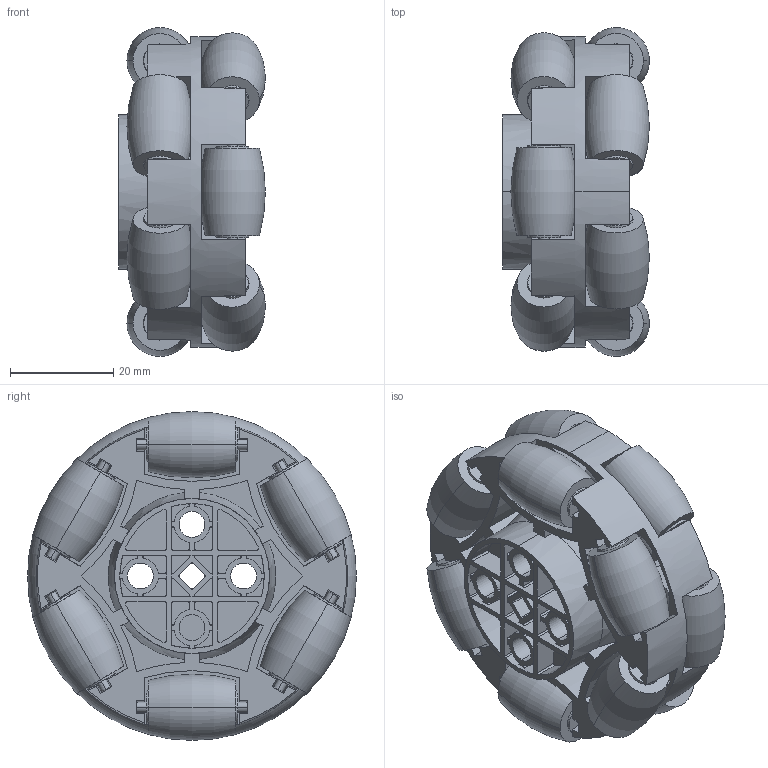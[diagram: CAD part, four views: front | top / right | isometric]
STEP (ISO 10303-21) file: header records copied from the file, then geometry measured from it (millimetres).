
FILE_DESCRIPTION (( 'STEP AP214' ), '1' );
FILE_NAME ('OWbeta.STEP', '2019-08-21T16:16:36', ( '' ), ( '' ), 'SwSTEP 2.0', 'SolidWorks 2019', '' );
FILE_SCHEMA (( 'AUTOMOTIVE_DESIGN' ));
Length unit declared in the file: millimetre
Products named in the file (17): OWrR; OWcA; OWr_subbeta; OWrA; OWrP; OWbeta
Assembly tree (49 placements, depth 3):
  OWbeta
    OWr_subbeta
      OWrR
      OWrP
      OWrA
    OWr_subbeta
      OWrR
      OWrP
      OWrA
    OWr_subbeta
      OWrR
      OWrP
      OWrA
    OWr_subbeta
      OWrR
      OWrP
      OWrA
    OWr_subbeta
      OWrR
      OWrP
      OWrA
    OWr_subbeta
      OWrR
      OWrP
      OWrA
    OWr_subbeta
      OWrR
      OWrP
      OWrA
    OWr_subbeta
      OWrR
      OWrP
      OWrA
    OWr_subbeta
      OWrR
      OWrP
      OWrA
    OWr_subbeta
      OWrR
      OWrP
      OWrA
    OWr_subbeta
      OWrR
      OWrP
      OWrA
    OWr_subbeta
      OWrR
      OWrP
      OWrA
    OWcA
Bounding box: 28.4 x 63.66 x 63.66 mm (x, y, z)
Volume: 37953.8 mm3; surface area: 44342 mm2
Topology: 37 solids, 37 shells, 1093 faces, 2898 edges, 1864 vertices
Faces by surface type: plane 487, cylinder 428, torus 146, cone 32
Entity records: 30661 total; most frequent: CARTESIAN_POINT 6609, DIRECTION 4996, ORIENTED_EDGE 4960, EDGE_CURVE 2480, AXIS2_PLACEMENT_3D 1803, VERTEX_POINT 1600, LINE 1390, VECTOR 1390
